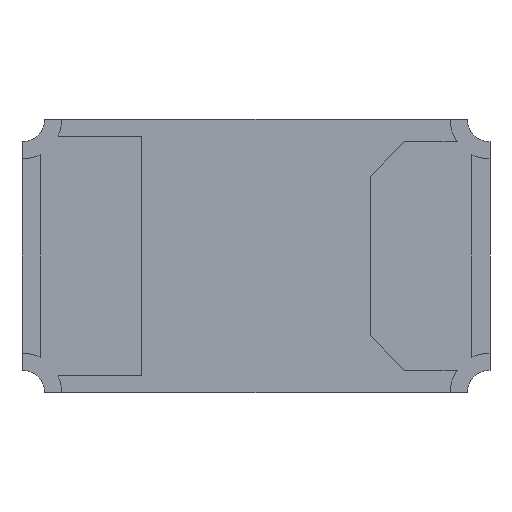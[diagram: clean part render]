
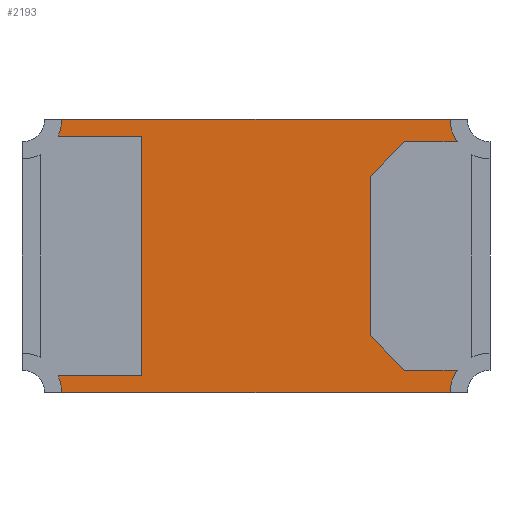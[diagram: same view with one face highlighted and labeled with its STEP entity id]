
A CAD part, front view. The second image highlights one B-rep face of the part: STEP entity #2193.
In plain terms, the highlighted planar face has unit normal (0, -1, 0).
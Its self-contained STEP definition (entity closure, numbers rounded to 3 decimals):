
#3 = AXIS2_PLACEMENT_3D ( 'NONE', #1789, #827, #2249 ) ;
#51 = CARTESIAN_POINT ( 'NONE',  ( -0.867, -0.188, 0.525 ) ) ;
#203 = ORIENTED_EDGE ( 'NONE', *, *, #1624, .F. ) ;
#211 = EDGE_CURVE ( 'NONE', #2370, #2389, #2942, .T. ) ;
#217 = LINE ( 'NONE', #483, #2543 ) ;
#223 = CARTESIAN_POINT ( 'NONE',  ( 0.85, -0.188, -0.6 ) ) ;
#256 = VECTOR ( 'NONE', #1175, 1000. ) ;
#262 = CARTESIAN_POINT ( 'NONE',  ( -0.5, -0.188, -0.525 ) ) ;
#272 = DIRECTION ( 'NONE',  ( 0., 0., -1. ) ) ;
#276 = VERTEX_POINT ( 'NONE', #3011 ) ;
#291 = ORIENTED_EDGE ( 'NONE', *, *, #2296, .F. ) ;
#298 = CARTESIAN_POINT ( 'NONE',  ( -1.025, -0.188, -0.6 ) ) ;
#303 = CIRCLE ( 'NONE', #1697, 0.175 ) ;
#422 = CARTESIAN_POINT ( 'NONE',  ( 0.881, -0.188, -0.5 ) ) ;
#438 = CARTESIAN_POINT ( 'NONE',  ( -0.5, -0.188, -0.525 ) ) ;
#466 = DIRECTION ( 'NONE',  ( 1., 0., 0. ) ) ;
#483 = CARTESIAN_POINT ( 'NONE',  ( 0.881, -0.188, -0.5 ) ) ;
#486 = DIRECTION ( 'NONE',  ( -0.707, 0., -0.707 ) ) ;
#524 = DIRECTION ( 'NONE',  ( -1., 0., 0. ) ) ;
#585 = LINE ( 'NONE', #2528, #1960 ) ;
#609 = DIRECTION ( 'NONE',  ( 0., 0., 1. ) ) ;
#619 = CARTESIAN_POINT ( 'NONE',  ( -0.925, -0.188, -0.6 ) ) ;
#649 = EDGE_CURVE ( 'NONE', #2389, #1034, #2788, .T. ) ;
#687 = AXIS2_PLACEMENT_3D ( 'NONE', #2387, #1485, #3261 ) ;
#706 = VECTOR ( 'NONE', #3225, 1000. ) ;
#718 = CARTESIAN_POINT ( 'NONE',  ( 0.65, -0.188, 0.5 ) ) ;
#728 = EDGE_CURVE ( 'NONE', #1493, #2816, #217, .T. ) ;
#799 = CARTESIAN_POINT ( 'NONE',  ( 0.881, -0.188, 0.5 ) ) ;
#827 = DIRECTION ( 'NONE',  ( 0., -1., 0. ) ) ;
#885 = EDGE_CURVE ( 'NONE', #3036, #276, #2090, .T. ) ;
#899 = ORIENTED_EDGE ( 'NONE', *, *, #3705, .F. ) ;
#905 = ORIENTED_EDGE ( 'NONE', *, *, #3726, .F. ) ;
#911 = EDGE_CURVE ( 'NONE', #2655, #2355, #303, .T. ) ;
#927 = LINE ( 'NONE', #619, #2141 ) ;
#940 = ORIENTED_EDGE ( 'NONE', *, *, #649, .F. ) ;
#1034 = VERTEX_POINT ( 'NONE', #262 ) ;
#1041 = EDGE_LOOP ( 'NONE', ( #3773, #1598, #291, #905, #203, #1890, #940, #3040, #2147, #2728, #2619, #3351, #899, #2256 ) ) ;
#1175 = DIRECTION ( 'NONE',  ( 0.707, 0., -0.707 ) ) ;
#1189 = PLANE ( 'NONE',  #687 ) ;
#1259 = CARTESIAN_POINT ( 'NONE',  ( -0.867, -0.188, -0.525 ) ) ;
#1303 = DIRECTION ( 'NONE',  ( -1., 0., 0. ) ) ;
#1485 = DIRECTION ( 'NONE',  ( 0., 1., 0. ) ) ;
#1493 = VERTEX_POINT ( 'NONE', #3749 ) ;
#1501 = CARTESIAN_POINT ( 'NONE',  ( 0.65, -0.188, -0.5 ) ) ;
#1505 = DIRECTION ( 'NONE',  ( -1., 0., 0. ) ) ;
#1598 = ORIENTED_EDGE ( 'NONE', *, *, #911, .F. ) ;
#1600 = AXIS2_PLACEMENT_3D ( 'NONE', #298, #2107, #609 ) ;
#1624 = EDGE_CURVE ( 'NONE', #1784, #1698, #2566, .T. ) ;
#1673 = CARTESIAN_POINT ( 'NONE',  ( 0.5, -0.188, -0.35 ) ) ;
#1674 = CARTESIAN_POINT ( 'NONE',  ( 0.5, -0.188, 0.35 ) ) ;
#1697 = AXIS2_PLACEMENT_3D ( 'NONE', #3192, #2584, #3543 ) ;
#1698 = VERTEX_POINT ( 'NONE', #51 ) ;
#1715 = DIRECTION ( 'NONE',  ( 1., 0., 0. ) ) ;
#1765 = VECTOR ( 'NONE', #524, 1000. ) ;
#1784 = VERTEX_POINT ( 'NONE', #2218 ) ;
#1789 = CARTESIAN_POINT ( 'NONE',  ( 1.025, -0.188, -0.6 ) ) ;
#1840 = VERTEX_POINT ( 'NONE', #3435 ) ;
#1890 = ORIENTED_EDGE ( 'NONE', *, *, #1895, .F. ) ;
#1895 = EDGE_CURVE ( 'NONE', #1034, #1784, #2341, .T. ) ;
#1960 = VECTOR ( 'NONE', #1303, 1000. ) ;
#2033 = CARTESIAN_POINT ( 'NONE',  ( -0.867, -0.188, 0.525 ) ) ;
#2041 = VECTOR ( 'NONE', #2873, 1000. ) ;
#2090 = LINE ( 'NONE', #1674, #3823 ) ;
#2107 = DIRECTION ( 'NONE',  ( 0., -1., 0. ) ) ;
#2141 = VECTOR ( 'NONE', #1505, 1000. ) ;
#2147 = ORIENTED_EDGE ( 'NONE', *, *, #3286, .F. ) ;
#2193 = ADVANCED_FACE ( 'NONE', ( #2516 ), #1189, .F. ) ;
#2211 = DIRECTION ( 'NONE',  ( 1., 0., 0. ) ) ;
#2218 = CARTESIAN_POINT ( 'NONE',  ( -0.5, -0.188, 0.525 ) ) ;
#2226 = EDGE_CURVE ( 'NONE', #2816, #3769, #2750, .T. ) ;
#2249 = DIRECTION ( 'NONE',  ( 0., 0., -1. ) ) ;
#2256 = ORIENTED_EDGE ( 'NONE', *, *, #885, .F. ) ;
#2296 = EDGE_CURVE ( 'NONE', #3526, #2655, #3799, .T. ) ;
#2325 = VECTOR ( 'NONE', #1715, 1000. ) ;
#2341 = LINE ( 'NONE', #2348, #706 ) ;
#2348 = CARTESIAN_POINT ( 'NONE',  ( -0.5, -0.188, 0.525 ) ) ;
#2355 = VERTEX_POINT ( 'NONE', #799 ) ;
#2370 = VERTEX_POINT ( 'NONE', #2927 ) ;
#2387 = CARTESIAN_POINT ( 'NONE',  ( -1.025, -0.188, -0.6 ) ) ;
#2389 = VERTEX_POINT ( 'NONE', #1259 ) ;
#2405 = CARTESIAN_POINT ( 'NONE',  ( 0.85, -0.188, 0.6 ) ) ;
#2450 = LINE ( 'NONE', #1673, #2041 ) ;
#2516 = FACE_OUTER_BOUND ( 'NONE', #1041, .T. ) ;
#2528 = CARTESIAN_POINT ( 'NONE',  ( 0.65, -0.188, 0.5 ) ) ;
#2543 = VECTOR ( 'NONE', #466, 1000. ) ;
#2566 = LINE ( 'NONE', #2033, #1765 ) ;
#2584 = DIRECTION ( 'NONE',  ( 0., -1., 0. ) ) ;
#2619 = ORIENTED_EDGE ( 'NONE', *, *, #728, .F. ) ;
#2655 = VERTEX_POINT ( 'NONE', #2405 ) ;
#2728 = ORIENTED_EDGE ( 'NONE', *, *, #2226, .F. ) ;
#2750 = CIRCLE ( 'NONE', #3, 0.175 ) ;
#2788 = LINE ( 'NONE', #438, #3173 ) ;
#2816 = VERTEX_POINT ( 'NONE', #422 ) ;
#2822 = CARTESIAN_POINT ( 'NONE',  ( -0.85, -0.188, 0.6 ) ) ;
#2873 = DIRECTION ( 'NONE',  ( 0., 0., -1. ) ) ;
#2927 = CARTESIAN_POINT ( 'NONE',  ( -0.85, -0.188, -0.6 ) ) ;
#2942 = CIRCLE ( 'NONE', #1600, 0.175 ) ;
#2967 = CIRCLE ( 'NONE', #3820, 0.175 ) ;
#3011 = CARTESIAN_POINT ( 'NONE',  ( 0.5, -0.188, 0.35 ) ) ;
#3036 = VERTEX_POINT ( 'NONE', #718 ) ;
#3040 = ORIENTED_EDGE ( 'NONE', *, *, #211, .F. ) ;
#3173 = VECTOR ( 'NONE', #2211, 1000. ) ;
#3192 = CARTESIAN_POINT ( 'NONE',  ( 1.025, -0.188, 0.6 ) ) ;
#3225 = DIRECTION ( 'NONE',  ( 0., 0., 1. ) ) ;
#3261 = DIRECTION ( 'NONE',  ( 0., 0., 1. ) ) ;
#3286 = EDGE_CURVE ( 'NONE', #3769, #2370, #927, .T. ) ;
#3351 = ORIENTED_EDGE ( 'NONE', *, *, #3885, .F. ) ;
#3435 = CARTESIAN_POINT ( 'NONE',  ( 0.5, -0.188, -0.35 ) ) ;
#3505 = CARTESIAN_POINT ( 'NONE',  ( -0.925, -0.188, 0.6 ) ) ;
#3521 = EDGE_CURVE ( 'NONE', #2355, #3036, #585, .T. ) ;
#3526 = VERTEX_POINT ( 'NONE', #2822 ) ;
#3543 = DIRECTION ( 'NONE',  ( 0., 0., 1. ) ) ;
#3552 = LINE ( 'NONE', #1501, #256 ) ;
#3705 = EDGE_CURVE ( 'NONE', #276, #1840, #2450, .T. ) ;
#3726 = EDGE_CURVE ( 'NONE', #1698, #3526, #2967, .T. ) ;
#3749 = CARTESIAN_POINT ( 'NONE',  ( 0.65, -0.188, -0.5 ) ) ;
#3769 = VERTEX_POINT ( 'NONE', #223 ) ;
#3773 = ORIENTED_EDGE ( 'NONE', *, *, #3521, .F. ) ;
#3799 = LINE ( 'NONE', #3505, #2325 ) ;
#3820 = AXIS2_PLACEMENT_3D ( 'NONE', #3861, #3852, #272 ) ;
#3823 = VECTOR ( 'NONE', #486, 1000. ) ;
#3852 = DIRECTION ( 'NONE',  ( 0., -1., 0. ) ) ;
#3861 = CARTESIAN_POINT ( 'NONE',  ( -1.025, -0.188, 0.6 ) ) ;
#3885 = EDGE_CURVE ( 'NONE', #1840, #1493, #3552, .T. ) ;
